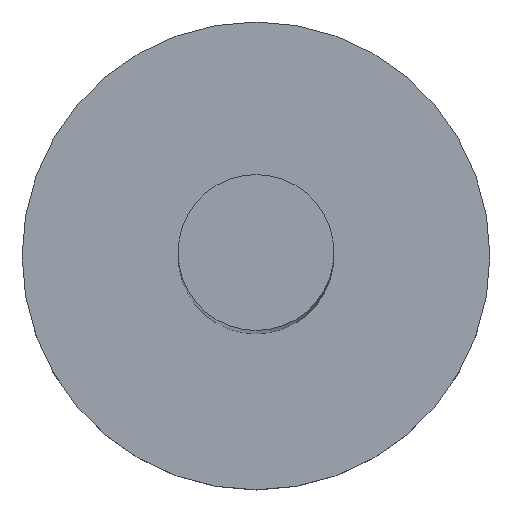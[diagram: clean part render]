
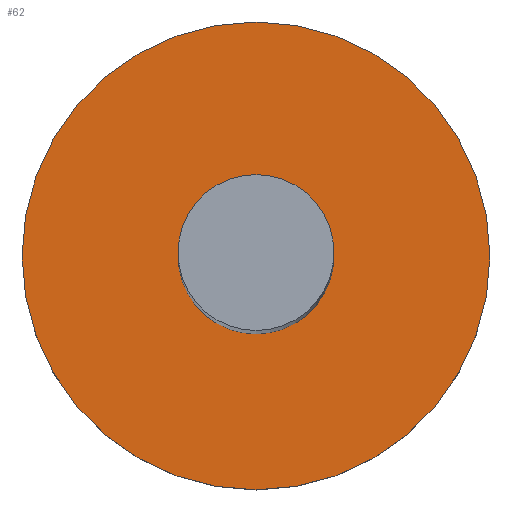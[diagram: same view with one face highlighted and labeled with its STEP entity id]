
A CAD part, top view. The second image highlights one B-rep face of the part: STEP entity #62.
In plain terms, the highlighted planar face has unit normal (0, 0, 1).
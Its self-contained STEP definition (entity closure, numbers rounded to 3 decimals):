
#20=PLANE('',#82);
#25=ORIENTED_EDGE('',*,*,#33,.T.);
#26=ORIENTED_EDGE('',*,*,#31,.F.);
#31=EDGE_CURVE('',#35,#35,#39,.T.);
#33=EDGE_CURVE('',#37,#37,#41,.T.);
#35=VERTEX_POINT('',#111);
#37=VERTEX_POINT('',#116);
#39=CIRCLE('',#80,60.);
#41=CIRCLE('',#83,20.);
#45=EDGE_LOOP('',(#25));
#46=EDGE_LOOP('',(#26));
#53=FACE_BOUND('',#45,.T.);
#54=FACE_BOUND('',#46,.T.);
#62=ADVANCED_FACE('',(#53,#54),#20,.F.);
#80=AXIS2_PLACEMENT_3D('',#110,#92,#93);
#82=AXIS2_PLACEMENT_3D('',#114,#96,#97);
#83=AXIS2_PLACEMENT_3D('',#115,#98,#99);
#92=DIRECTION('',(0.,0.,-1.));
#93=DIRECTION('',(1.,0.,0.));
#96=DIRECTION('',(0.,0.,-1.));
#97=DIRECTION('',(-1.,0.,0.));
#98=DIRECTION('',(0.,0.,-1.));
#99=DIRECTION('',(1.,0.,0.));
#110=CARTESIAN_POINT('',(0.,0.,20.));
#111=CARTESIAN_POINT('',(60.,0.,20.));
#114=CARTESIAN_POINT('',(0.,0.,20.));
#115=CARTESIAN_POINT('',(0.,0.,20.));
#116=CARTESIAN_POINT('',(20.,0.,20.));
